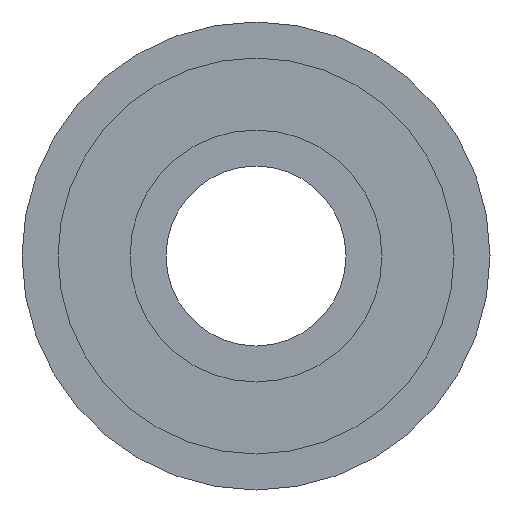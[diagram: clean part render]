
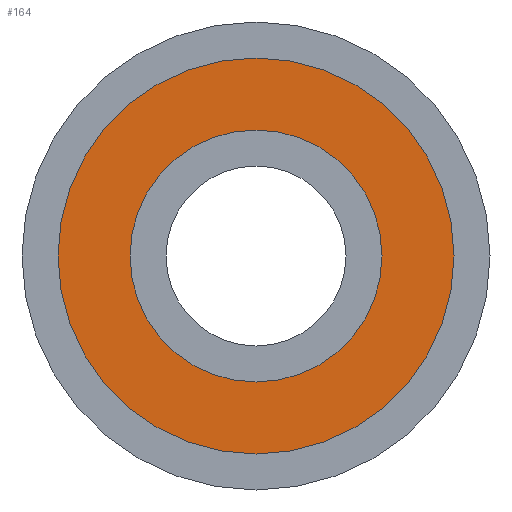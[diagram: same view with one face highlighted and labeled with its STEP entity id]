
A CAD part, left-side view. The second image highlights one B-rep face of the part: STEP entity #164.
In plain terms, the highlighted planar face has unit normal (-1, 0, 0).
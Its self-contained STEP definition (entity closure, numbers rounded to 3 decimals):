
#20=FACE_BOUND('',#56,.T.);
#26=PLANE('',#205);
#38=FACE_OUTER_BOUND('',#55,.T.);
#55=EDGE_LOOP('',(#145));
#56=EDGE_LOOP('',(#146));
#70=CIRCLE('',#184,7.);
#71=CIRCLE('',#186,11.);
#82=VERTEX_POINT('',#266);
#83=VERTEX_POINT('',#270);
#95=EDGE_CURVE('',#82,#82,#70,.T.);
#96=EDGE_CURVE('',#83,#83,#71,.T.);
#145=ORIENTED_EDGE('',*,*,#96,.F.);
#146=ORIENTED_EDGE('',*,*,#95,.T.);
#164=ADVANCED_FACE('',(#38,#20),#26,.T.);
#184=AXIS2_PLACEMENT_3D('',#268,#213,#214);
#186=AXIS2_PLACEMENT_3D('',#271,#217,#218);
#205=AXIS2_PLACEMENT_3D('',#304,#260,#261);
#213=DIRECTION('center_axis',(1.,0.,0.));
#214=DIRECTION('ref_axis',(0.,0.,-1.));
#217=DIRECTION('center_axis',(1.,0.,0.));
#218=DIRECTION('ref_axis',(0.,0.,-1.));
#260=DIRECTION('center_axis',(-1.,0.,0.));
#261=DIRECTION('ref_axis',(0.,0.,-1.));
#266=CARTESIAN_POINT('',(-80.895,-8.359,40.311));
#268=CARTESIAN_POINT('Origin',(-80.895,-8.359,47.311));
#270=CARTESIAN_POINT('',(-80.895,-8.359,36.311));
#271=CARTESIAN_POINT('Origin',(-80.895,-8.359,47.311));
#304=CARTESIAN_POINT('Origin',(-80.895,-8.359,47.311));
